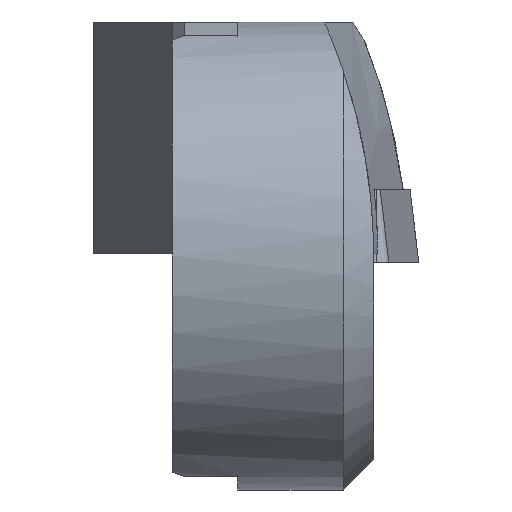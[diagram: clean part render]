
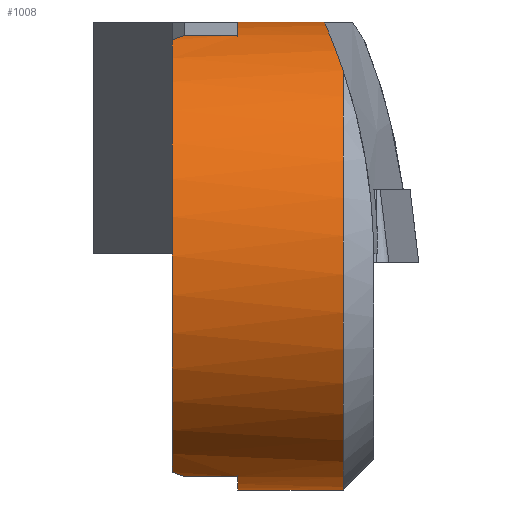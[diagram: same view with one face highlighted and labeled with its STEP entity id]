
A CAD part, left-side view. The second image highlights one B-rep face of the part: STEP entity #1008.
In plain terms, the highlighted cylindrical face has radius 7.675 mm (diameter 15.35 mm), a partial arc.
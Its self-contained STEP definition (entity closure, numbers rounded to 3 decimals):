
#568=EDGE_CURVE('NONE',#1118,#646,#1633,.F.);
#588=VERTEX_POINT('NONE',#1655);
#614=EDGE_CURVE('NONE',#646,#1302,#1683,.F.);
#646=VERTEX_POINT('NONE',#1718);
#678=VERTEX_POINT('NONE',#1750);
#760=EDGE_CURVE('NONE',#1034,#796,#1839,.T.);
#762=EDGE_CURVE('NONE',#796,#868,#1841,.F.);
#796=VERTEX_POINT('NONE',#1878);
#852=EDGE_CURVE('NONE',#868,#1118,#1942,.F.);
#868=VERTEX_POINT('NONE',#1961);
#890=EDGE_CURVE('NONE',#1034,#678,#1985,.F.);
#954=EDGE_CURVE('NONE',#678,#1546,#2058,.T.);
#1008=ADVANCED_FACE('NONE',(#2118),#2119,.T.);
#1034=VERTEX_POINT('NONE',#2146);
#1118=VERTEX_POINT('NONE',#2237);
#1212=EDGE_CURVE('NONE',#1296,#1546,#2344,.F.);
#1260=EDGE_CURVE('NONE',#1302,#1324,#2397,.F.);
#1296=VERTEX_POINT('NONE',#2436);
#1302=VERTEX_POINT('NONE',#2442);
#1324=VERTEX_POINT('NONE',#2464);
#1434=EDGE_CURVE('NONE',#588,#1296,#2587,.F.);
#1450=EDGE_CURVE('NONE',#1324,#588,#2606,.F.);
#1546=VERTEX_POINT('NONE',#2709);
#1633=LINE('',#2799,#2800);
#1655=CARTESIAN_POINT('',(-2.55,-0.4,-7.239));
#1683=ELLIPSE('',#2861,10.854,7.675);
#1718=CARTESIAN_POINT('',(-2.55,-0.4,7.239));
#1750=CARTESIAN_POINT('',(0.0,-5.6,-7.675));
#1839=B_SPLINE_CURVE_WITH_KNOTS('',3,(#3080,#3081,#3082,#3083,#3084,#3085,#3086,#3087,#3088,#3089,#3090,#3091,#3092,#3093,#3094),.UNSPECIFIED.,.F.,.F.,(4,2,2,2,2,3,4),(-7.322,-5.859,-4.394,-2.929,-1.465,0.0,1.465),.UNSPECIFIED.);
#1841=LINE('',#3097,#3098);
#1878=CARTESIAN_POINT('',(0.,-4.98,7.675));
#1942=CIRCLE('',#3236,7.675);
#1961=CARTESIAN_POINT('',(0.,-2.15,7.675));
#1985=CIRCLE('',#3320,7.675);
#2058=LINE('',#3423,#3424);
#2118=FACE_OUTER_BOUND('',#3502,.T.);
#2119=CYLINDRICAL_SURFACE('',#3503,7.675);
#2146=CARTESIAN_POINT('',(-4.683,-5.6,6.08));
#2237=CARTESIAN_POINT('',(-2.55,-2.15,7.239));
#2344=CIRCLE('',#3844,7.675);
#2397=CIRCLE('',#3929,7.675);
#2436=CARTESIAN_POINT('',(-2.55,-2.15,-7.239));
#2442=CARTESIAN_POINT('',(-2.95,0.,7.085));
#2464=CARTESIAN_POINT('',(-2.95,0.,-7.085));
#2587=LINE('',#4680,#4681);
#2606=ELLIPSE('',#4703,10.854,7.675);
#2709=CARTESIAN_POINT('',(0.,-2.15,-7.675));
#2799=CARTESIAN_POINT('',(-2.55,-13.0,7.239));
#2800=VECTOR('',#4956,1.0);
#2861=AXIS2_PLACEMENT_3D('',#5011,#5012,#5013);
#3080=CARTESIAN_POINT('',(-6.363,-6.108,4.292));
#3081=CARTESIAN_POINT('',(-6.082,-6.012,4.708));
#3082=CARTESIAN_POINT('',(-5.764,-5.908,5.09));
#3083=CARTESIAN_POINT('',(-5.089,-5.707,5.765));
#3084=CARTESIAN_POINT('',(-4.708,-5.602,6.082));
#3085=CARTESIAN_POINT('',(-3.875,-5.402,6.644));
#3086=CARTESIAN_POINT('',(-3.424,-5.308,6.888));
#3087=CARTESIAN_POINT('',(-2.481,-5.15,7.281));
#3088=CARTESIAN_POINT('',(-1.987,-5.086,7.431));
#3089=CARTESIAN_POINT('',(-0.991,-5.001,7.628));
#3090=CARTESIAN_POINT('',(-0.488,-4.98,7.675));
#3091=CARTESIAN_POINT('',(0.0,-4.98,7.675));
#3092=CARTESIAN_POINT('',(0.488,-4.98,7.675));
#3093=CARTESIAN_POINT('',(0.991,-5.001,7.628));
#3094=CARTESIAN_POINT('',(1.489,-5.044,7.529));
#3097=CARTESIAN_POINT('',(0.,-13.0,7.675));
#3098=VECTOR('',#5172,1.0);
#3236=AXIS2_PLACEMENT_3D('',#5306,#5307,#5308);
#3320=AXIS2_PLACEMENT_3D('',#5380,#5381,#5382);
#3423=CARTESIAN_POINT('',(0.0,-13.0,-7.675));
#3424=VECTOR('',#5491,1000.0);
#3502=EDGE_LOOP('',(#5575,#5576,#5577,#5578,#5579,#5580,#5581,#5582,#5583,#5584,#5585));
#3503=AXIS2_PLACEMENT_3D('',#5586,#5587,#5588);
#3844=AXIS2_PLACEMENT_3D('',#5843,#5844,#5845);
#3929=AXIS2_PLACEMENT_3D('',#5925,#5926,#5927);
#4680=CARTESIAN_POINT('',(-2.55,-13.0,-7.239));
#4681=VECTOR('',#6122,1.0);
#4703=AXIS2_PLACEMENT_3D('',#6154,#6155,#6156);
#4956=DIRECTION('',(0.0,-1.0,0.0));
#5011=CARTESIAN_POINT('',(0.0,-2.95,0.0));
#5012=DIRECTION('',(0.707,0.707,0.0));
#5013=DIRECTION('',(0.707,-0.707,0.0));
#5172=DIRECTION('',(0.0,-1.0,0.0));
#5306=CARTESIAN_POINT('',(0.0,-2.15,0.0));
#5307=DIRECTION('',(0.,1.0,0.0));
#5308=DIRECTION('',(0.0,0.0,-1.0));
#5380=CARTESIAN_POINT('',(0.0,-5.6,0.0));
#5381=DIRECTION('',(0.0,1.0,0.0));
#5382=DIRECTION('',(0.0,0.0,-1.0));
#5491=DIRECTION('',(0.0,1.0,-0.0));
#5575=ORIENTED_EDGE('',*,*,#954,.F.);
#5576=ORIENTED_EDGE('',*,*,#890,.F.);
#5577=ORIENTED_EDGE('',*,*,#760,.T.);
#5578=ORIENTED_EDGE('',*,*,#762,.T.);
#5579=ORIENTED_EDGE('',*,*,#852,.T.);
#5580=ORIENTED_EDGE('',*,*,#568,.T.);
#5581=ORIENTED_EDGE('',*,*,#614,.T.);
#5582=ORIENTED_EDGE('',*,*,#1260,.T.);
#5583=ORIENTED_EDGE('',*,*,#1450,.T.);
#5584=ORIENTED_EDGE('',*,*,#1434,.T.);
#5585=ORIENTED_EDGE('',*,*,#1212,.T.);
#5586=CARTESIAN_POINT('',(0.0,-13.0,0.0));
#5587=DIRECTION('',(-0.0,1.0,-0.0));
#5588=DIRECTION('',(0.0,0.0,-1.0));
#5843=CARTESIAN_POINT('',(0.0,-2.15,0.0));
#5844=DIRECTION('',(0.,1.0,0.0));
#5845=DIRECTION('',(0.0,0.0,-1.0));
#5925=CARTESIAN_POINT('',(0.0,0.0,0.0));
#5926=DIRECTION('',(0.,1.0,0.0));
#5927=DIRECTION('',(0.0,0.0,-1.0));
#6122=DIRECTION('',(0.0,1.0,-0.0));
#6154=CARTESIAN_POINT('',(0.0,-2.95,0.0));
#6155=DIRECTION('',(0.707,0.707,0.0));
#6156=DIRECTION('',(0.707,-0.707,0.0));
